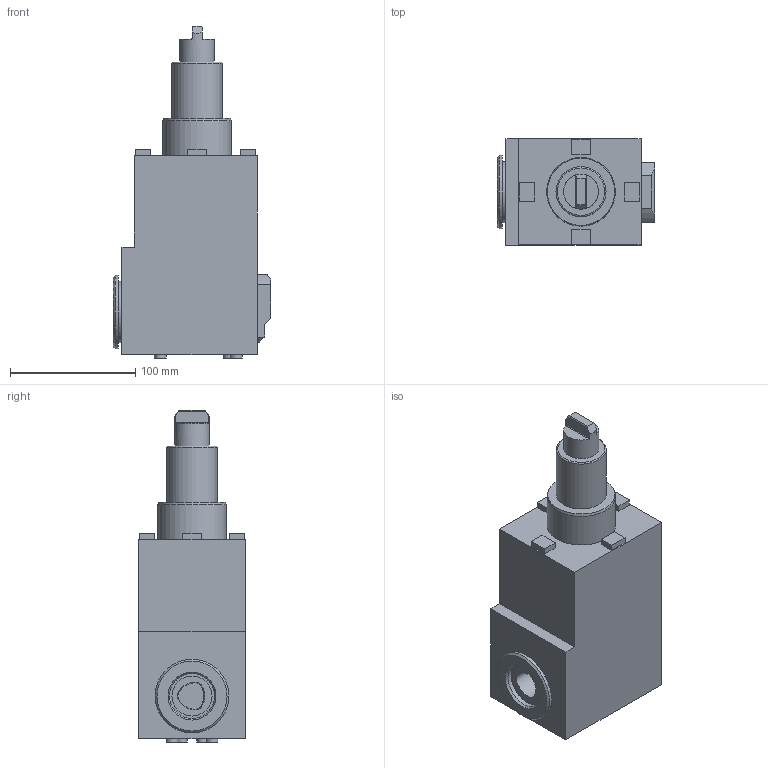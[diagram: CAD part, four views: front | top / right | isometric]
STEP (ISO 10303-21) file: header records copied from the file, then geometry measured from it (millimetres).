
FILE_DESCRIPTION(/* description */ (''),/* implementation_level */ '2;1');
FILE_NAME(/* name */ '1554454369664.stp',/* time_stamp */ '2019-04-05T14:22:57+06:00',/* author */ (''),/* organization */ ('SMS'),/* preprocessor_version */ 'ST-DEVELOPER v15',/* originating_system */ 'SIEMENS PLM Software NX 8.5',/* authorisation */ '');
FILE_SCHEMA (('AUTOMOTIVE_DESIGN { 1 0 10303 214 3 1 1 1 }'));
Length unit declared in the file: millimetre
Products named in the file (1): 201988406mod000_00
Bounding box: 126 x 85 x 265.55 mm (x, y, z)
Volume: 1570495.7 mm3; surface area: 98953.3 mm2
Topology: 1 solids, 1 shells, 96 faces, 234 edges, 162 vertices
Faces by surface type: plane 69, cylinder 22, cone 3, bspline 1, torus 1
Full cylindrical faces by diameter (mm): 2 x1, 9.5 x2, 27.95 x1, 32 x1, 36 x1, 40 x1, 49 x1, 54.9 x1, 59 x1
Entity records: 3071 total; most frequent: CARTESIAN_POINT 805, DIRECTION 444, ORIENTED_EDGE 430, EDGE_CURVE 215, VERTEX_POINT 155, LINE 150, VECTOR 150, AXIS2_PLACEMENT_3D 147
